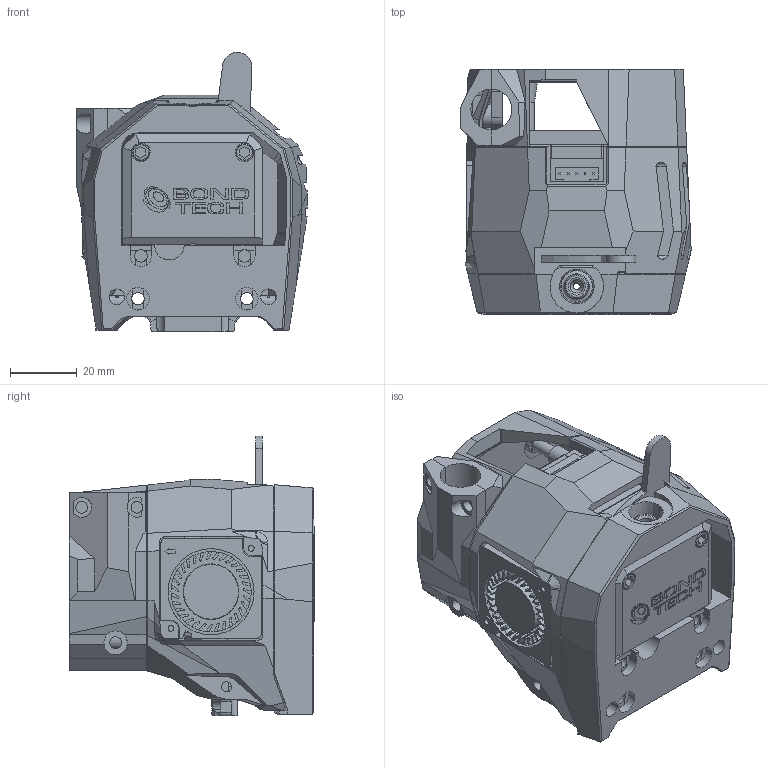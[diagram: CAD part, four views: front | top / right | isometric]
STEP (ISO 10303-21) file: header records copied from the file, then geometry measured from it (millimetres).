
FILE_DESCRIPTION(/* description */ (''),/* implementation_level */ '2;1');
FILE_NAME(/* name */ 'clockwork LGX v27.step',/* time_stamp */ '2023-04-18T14:31:29-05:00',/* author */ (''),/* organization */ (''),/* preprocessor_version */ 'ST-DEVELOPER v19.2',/* originating_system */ 'Autodesk Translation Framework v12.4.0.73',/* authorisation */ '');
FILE_SCHEMA (('AUTOMOTIVE_DESIGN { 1 0 10303 214 3 1 1 }'));
Length unit declared in the file: millimetre
Products named in the file (14): clockwork LGX; main_body; cable_cover_for_pcb; Bondtech LGX; switch; Omron D2FC-F-7N; Switch Body; Pin 2; Button; Pin 3; Pin 1; Board cover; ebb42; blower fan
Assembly tree (13 placements, depth 4):
  clockwork LGX
    main_body
    cable_cover_for_pcb
    Bondtech LGX
    switch
      Omron D2FC-F-7N
        Switch Body
        Pin 2
        Button
        Pin 3
        Pin 1
    Board cover
    ebb42
    blower fan
Bounding box: 68.97 x 73.45 x 83.71 mm (x, y, z)
Volume: 160217.2 mm3; surface area: 66332.9 mm2
Topology: 8 solids, 17 shells, 1532 faces, 4249 edges, 2781 vertices
Faces by surface type: plane 1031, cylinder 309, bspline 126, cone 55, torus 8, sphere 3
Full cylindrical faces by diameter (mm): 1.4 x2, 1.75 x2, 2 x3, 2.4 x2, 2.5 x5, 3 x8, 3.5 x7, 3.7 x4, 3.75 x6, 4 x1, 4.2 x7, 4.7 x2, 5 x3, 5.5 x2, 5.7 x3, 6 x3, 6.4 x2, 6.75 x2, 7 x1, 7.5 x1, 16.7 x1, 24 x1, 25 x1, 25.75 x1
Entity records: 50833 total; most frequent: CARTESIAN_POINT 10842, ORIENTED_EDGE 8482, DIRECTION 7691, EDGE_CURVE 4241, LINE 3063, VECTOR 3063, VERTEX_POINT 2780, AXIS2_PLACEMENT_3D 2314
